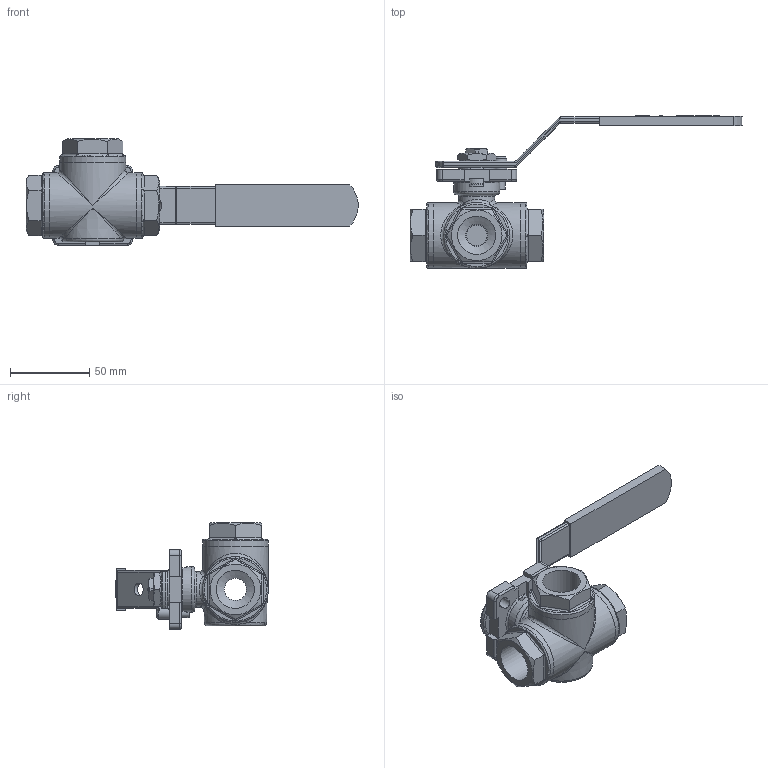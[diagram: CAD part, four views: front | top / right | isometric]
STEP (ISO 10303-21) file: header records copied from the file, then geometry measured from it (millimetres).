
FILE_DESCRIPTION(/* description */ ('Unknown'),/* implementation_level */ '2;1');
FILE_NAME(/* name */ '9338-05',/* time_stamp */ '2022-02-16T09:19:29+01:00',/* author */ ('Unknown'),/* organization */ ('Unknown'),/* preprocessor_version */ 'ST-DEVELOPER v16.7',/* originating_system */ 'Solid Edge',/* authorisation */ 'Unknown');
FILE_SCHEMA (('AUTOMOTIVE_DESIGN {1 0 10303 214 3 1 1}'));
Length unit declared in the file: millimetre
Products named in the file (10): 9338-05; DN20 CAP; Haddle; DN20 BODY GASKET; DN20 Stop Pin; DN20Plasti Cover; NUT  M14 GB _GB_FASTENER_NUT_STNAB M14-C; Stem; DN20 BODY; DN20 Nut Stopper
Assembly tree (14 placements, depth 2):
  9338-05
    DN20 CAP  x3
    Haddle
    DN20 BODY GASKET  x3
    DN20 Stop Pin
    DN20Plasti Cover
    NUT  M14 GB _GB_FASTENER_NUT_STNAB M14-C  x2
    Stem
    DN20 BODY
    DN20 Nut Stopper
Bounding box: 209.84 x 96.39 x 67.4 mm (x, y, z)
Volume: 133285.6 mm3; surface area: 75664.9 mm2
Topology: 14 solids, 14 shells, 833 faces, 2090 edges, 1338 vertices
Faces by surface type: plane 440, bspline 175, cylinder 144, cone 39, torus 25, sphere 10
Full cylindrical faces by diameter (mm): 6 x1, 8 x3, 11 x1, 11.835 x2, 14 x6, 14.1 x1, 15 x1, 16.5 x1, 16.7 x1, 17.5 x1, 22 x4, 22.5 x1, 24.117 x3, 26 x3, 27 x1, 29 x1, 31.5 x2, 33.8 x3, 34 x3, 35 x3, 37.3 x3, 37.4 x3, 41.5 x5
Entity records: 35492 total; most frequent: CARTESIAN_POINT 18979, ORIENTED_EDGE 3536, DIRECTION 2839, EDGE_CURVE 1768, VERTEX_POINT 1182, LINE 1071, VECTOR 1071, AXIS2_PLACEMENT_3D 884
